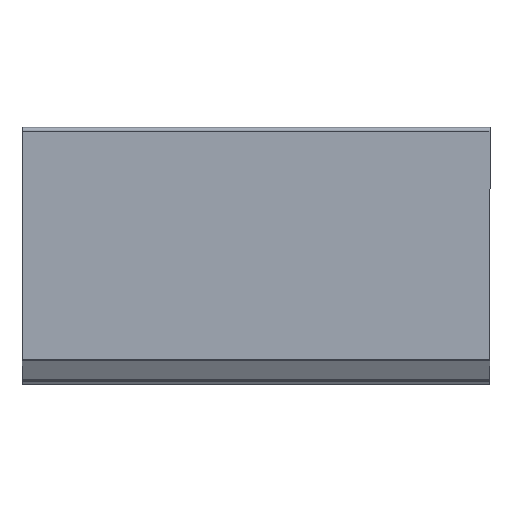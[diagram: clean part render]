
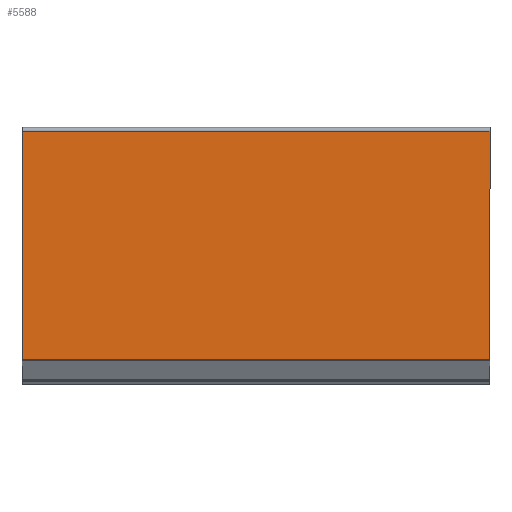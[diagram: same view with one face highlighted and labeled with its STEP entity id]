
A CAD part, top view. The second image highlights one B-rep face of the part: STEP entity #5588.
In plain terms, the highlighted planar face has unit normal (0, 0, 1).
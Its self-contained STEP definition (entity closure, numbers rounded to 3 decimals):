
#715 = ORIENTED_EDGE ( 'NONE', *, *, #2897, .T. ) ;
#904 = CARTESIAN_POINT ( 'NONE',  ( -203., -99.598, 1.2 ) ) ;
#1115 = VERTEX_POINT ( 'NONE', #2858 ) ;
#1265 = CARTESIAN_POINT ( 'NONE',  ( 203., -99.598, 1.2 ) ) ;
#1960 = VECTOR ( 'NONE', #5298, 1000. ) ;
#2011 = EDGE_CURVE ( 'NONE', #1115, #4852, #2305, .T. ) ;
#2203 = VERTEX_POINT ( 'NONE', #1265 ) ;
#2305 = LINE ( 'NONE', #3795, #2640 ) ;
#2308 = CARTESIAN_POINT ( 'NONE',  ( 203., -100.1, 1.2 ) ) ;
#2337 = PLANE ( 'NONE',  #3163 ) ;
#2359 = DIRECTION ( 'NONE',  ( 0., 0., -1. ) ) ;
#2383 = DIRECTION ( 'NONE',  ( -1., 0., 0. ) ) ;
#2497 = VECTOR ( 'NONE', #5008, 1000. ) ;
#2592 = FACE_OUTER_BOUND ( 'NONE', #3937, .T. ) ;
#2640 = VECTOR ( 'NONE', #3365, 1000. ) ;
#2700 = EDGE_CURVE ( 'NONE', #4852, #2203, #3967, .T. ) ;
#2786 = DIRECTION ( 'NONE',  ( 0., 1., 0. ) ) ;
#2858 = CARTESIAN_POINT ( 'NONE',  ( -203., 98.225, 1.2 ) ) ;
#2868 = EDGE_CURVE ( 'NONE', #2203, #3600, #4875, .T. ) ;
#2897 = EDGE_CURVE ( 'NONE', #3600, #1115, #4942, .T. ) ;
#3163 = AXIS2_PLACEMENT_3D ( 'NONE', #4138, #2359, #2383 ) ;
#3365 = DIRECTION ( 'NONE',  ( 0., -1., 0. ) ) ;
#3384 = CARTESIAN_POINT ( 'NONE',  ( 203., 98.225, 1.2 ) ) ;
#3600 = VERTEX_POINT ( 'NONE', #3384 ) ;
#3701 = VECTOR ( 'NONE', #2786, 1000. ) ;
#3795 = CARTESIAN_POINT ( 'NONE',  ( -203., -100.1, 1.2 ) ) ;
#3937 = EDGE_LOOP ( 'NONE', ( #715, #5409, #5444, #5007 ) ) ;
#3967 = LINE ( 'NONE', #904, #1960 ) ;
#4138 = CARTESIAN_POINT ( 'NONE',  ( 203., 100.1, 1.2 ) ) ;
#4309 = CARTESIAN_POINT ( 'NONE',  ( -203., -99.598, 1.2 ) ) ;
#4852 = VERTEX_POINT ( 'NONE', #4309 ) ;
#4875 = LINE ( 'NONE', #2308, #3701 ) ;
#4942 = LINE ( 'NONE', #5423, #2497 ) ;
#5007 = ORIENTED_EDGE ( 'NONE', *, *, #2868, .T. ) ;
#5008 = DIRECTION ( 'NONE',  ( -1., 0., 0. ) ) ;
#5298 = DIRECTION ( 'NONE',  ( 1., 0., 0. ) ) ;
#5409 = ORIENTED_EDGE ( 'NONE', *, *, #2011, .T. ) ;
#5423 = CARTESIAN_POINT ( 'NONE',  ( 203., 98.225, 1.2 ) ) ;
#5444 = ORIENTED_EDGE ( 'NONE', *, *, #2700, .T. ) ;
#5588 = ADVANCED_FACE ( 'NONE', ( #2592 ), #2337, .F. ) ;
